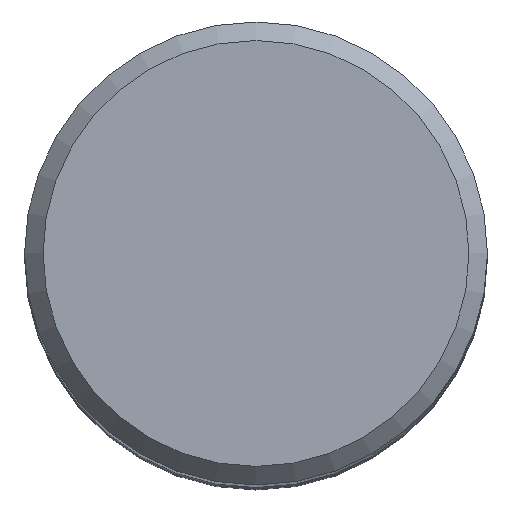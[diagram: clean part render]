
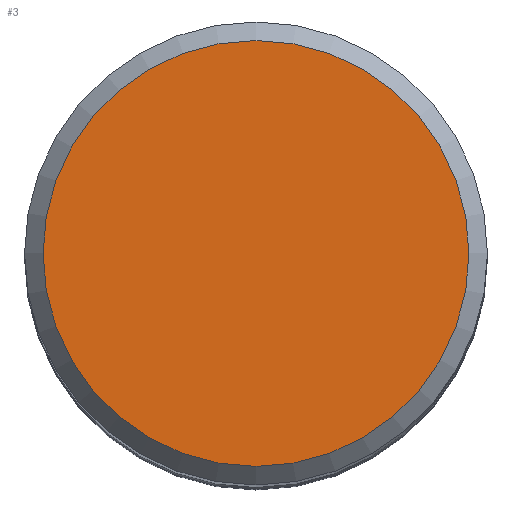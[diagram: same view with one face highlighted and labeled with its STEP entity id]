
A CAD part, top view. The second image highlights one B-rep face of the part: STEP entity #3.
In plain terms, the highlighted free-form (B-spline) face has degree [1, 1] with [2, 2] control points.
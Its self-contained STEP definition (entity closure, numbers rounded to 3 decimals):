
#3 = ADVANCED_FACE('', (#4), #24, .T.);
#4 = FACE_OUTER_BOUND('', #5, .T.);
#5 = EDGE_LOOP('', (#6, #17));
#6 = ORIENTED_EDGE('', *, *, #7, .T.);
#7 = EDGE_CURVE('', #8, #10, #12, .T.);
#8 = VERTEX_POINT('', #9);
#9 = CARTESIAN_POINT('', (0., 9.2, 0.));
#10 = VERTEX_POINT('', #11);
#11 = CARTESIAN_POINT('', (0., -9.2, 0.));
#12 = CIRCLE('', #13, 9.2);
#13 = AXIS2_PLACEMENT_3D('', #14, #15, #16);
#14 = CARTESIAN_POINT('', (0., 0., 0.));
#15 = DIRECTION('', (0., 0., 1.));
#16 = DIRECTION('', (0., 1., 0.));
#17 = ORIENTED_EDGE('', *, *, #18, .T.);
#18 = EDGE_CURVE('', #10, #8, #19, .T.);
#19 = CIRCLE('', #20, 9.2);
#20 = AXIS2_PLACEMENT_3D('', #21, #22, #23);
#21 = CARTESIAN_POINT('', (0., 0., 0.));
#22 = DIRECTION('', (0., 0., 1.));
#23 = DIRECTION('', (0., 1., 0.));
#24 = B_SPLINE_SURFACE_WITH_KNOTS('', 1, 1, ((#25, #26), (#27, #28)), .UNSPECIFIED., .F., .F., .U., (2, 2), (2, 2), (-19.201, -0.799), (-9.201, 9.201), .UNSPECIFIED.);
#25 = CARTESIAN_POINT('', (9.201, -9.201, 0.));
#26 = CARTESIAN_POINT('', (-9.201, -9.201, 0.));
#27 = CARTESIAN_POINT('', (9.201, 9.201, 0.));
#28 = CARTESIAN_POINT('', (-9.201, 9.201, 0.));
